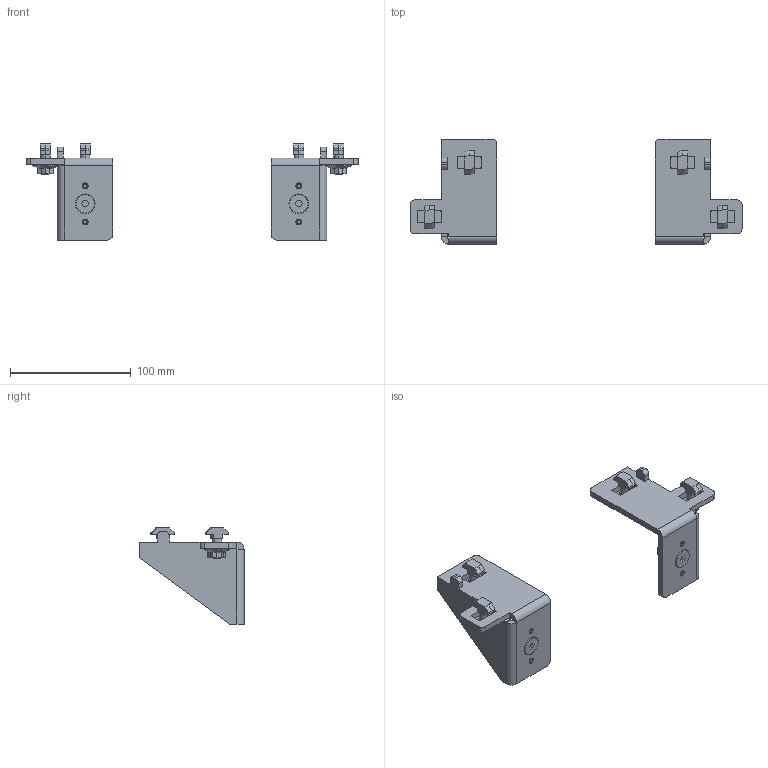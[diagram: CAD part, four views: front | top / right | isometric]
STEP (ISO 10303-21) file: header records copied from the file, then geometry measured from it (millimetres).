
FILE_DESCRIPTION(('STEP AP214'),'1');
FILE_NAME('cctmp_5C895EFC-66D1-41A5-8EC0-1DA1A46E1CDC_2023_01_11_07_16_11_0385_10320..stp','2023-01-11T06:16:11',('Bosch Rexroth AG'),('CADClick - www.CADClick.com'),'Spatial InterOp 3D',' ','unknown authorization - (Healing Option Enabled)');
FILE_SCHEMA(('AUTOMOTIVE_DESIGN'));
Length unit declared in the file: millimetre
Products named in the file (2): 1; 2
Bounding box: 275 x 87.71 x 79.7 mm (x, y, z)
Volume: 119006.8 mm3; surface area: 55745.5 mm2
Topology: 2 solids, 2 shells, 366 faces, 984 edges, 628 vertices
Faces by surface type: plane 218, cylinder 84, cone 64
Entity records: 14345 total; most frequent: CARTESIAN_POINT 2132, ORIENTED_EDGE 1968, DIRECTION 1922, EDGE_CURVE 984, AXIS2_PLACEMENT_3D 646, LINE 630, VECTOR 630, VERTEX_POINT 628
